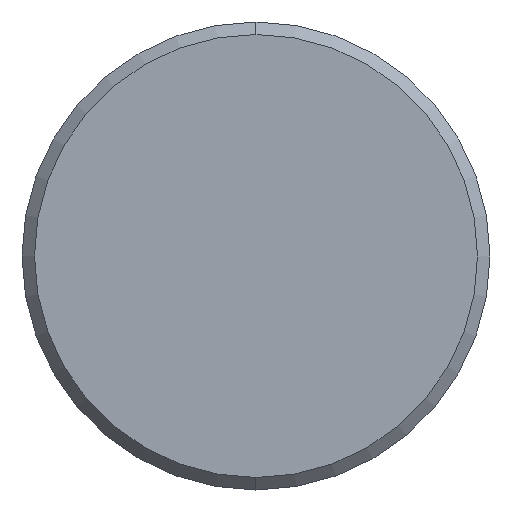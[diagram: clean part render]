
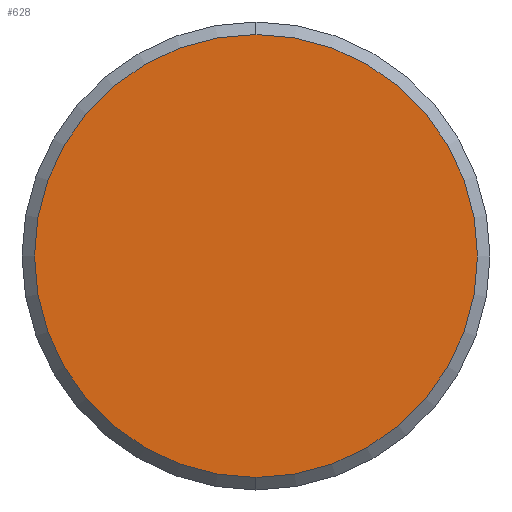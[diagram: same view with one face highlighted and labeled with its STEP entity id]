
A CAD part, left-side view. The second image highlights one B-rep face of the part: STEP entity #628.
In plain terms, the highlighted planar face has unit normal (-1, 0, 0).
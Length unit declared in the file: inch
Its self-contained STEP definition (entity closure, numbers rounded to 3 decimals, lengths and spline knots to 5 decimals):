
#115 = DIRECTION ( 'NONE',  ( 1., 0., 0. ) ) ;
#194 = EDGE_CURVE ( 'NONE', #912, #1120, #1279, .T. ) ;
#195 = CARTESIAN_POINT ( 'NONE',  ( 0., 0.375, 0. ) ) ;
#311 = CARTESIAN_POINT ( 'NONE',  ( 0., 0., 0. ) ) ;
#316 = DIRECTION ( 'NONE',  ( -1., 0., 0. ) ) ;
#340 = ORIENTED_EDGE ( 'NONE', *, *, #589, .F. ) ;
#377 = ORIENTED_EDGE ( 'NONE', *, *, #194, .F. ) ;
#389 = CARTESIAN_POINT ( 'NONE',  ( 0., 0., -0.355 ) ) ;
#406 = AXIS2_PLACEMENT_3D ( 'NONE', #311, #1047, #415 ) ;
#415 = DIRECTION ( 'NONE',  ( 0., 0., -1. ) ) ;
#589 = EDGE_CURVE ( 'NONE', #1120, #912, #756, .T. ) ;
#628 = ADVANCED_FACE ( 'NONE', ( #721 ), #846, .T. ) ;
#721 = FACE_OUTER_BOUND ( 'NONE', #1298, .T. ) ;
#744 = CARTESIAN_POINT ( 'NONE',  ( 0., 0., 0. ) ) ;
#756 = CIRCLE ( 'NONE', #406, 0.355 ) ;
#815 = AXIS2_PLACEMENT_3D ( 'NONE', #744, #115, #863 ) ;
#846 = PLANE ( 'NONE',  #981 ) ;
#863 = DIRECTION ( 'NONE',  ( 0., 0., -1. ) ) ;
#909 = CARTESIAN_POINT ( 'NONE',  ( 0., 0., 0.355 ) ) ;
#912 = VERTEX_POINT ( 'NONE', #909 ) ;
#981 = AXIS2_PLACEMENT_3D ( 'NONE', #195, #316, #1051 ) ;
#1047 = DIRECTION ( 'NONE',  ( 1., 0., 0. ) ) ;
#1051 = DIRECTION ( 'NONE',  ( 0., 0., 1. ) ) ;
#1120 = VERTEX_POINT ( 'NONE', #389 ) ;
#1279 = CIRCLE ( 'NONE', #815, 0.355 ) ;
#1298 = EDGE_LOOP ( 'NONE', ( #340, #377 ) ) ;
